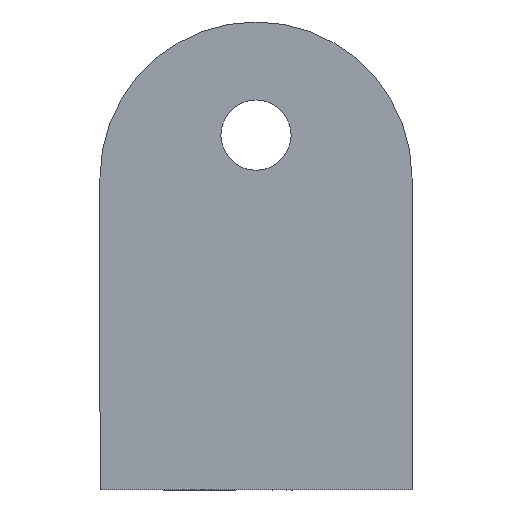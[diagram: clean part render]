
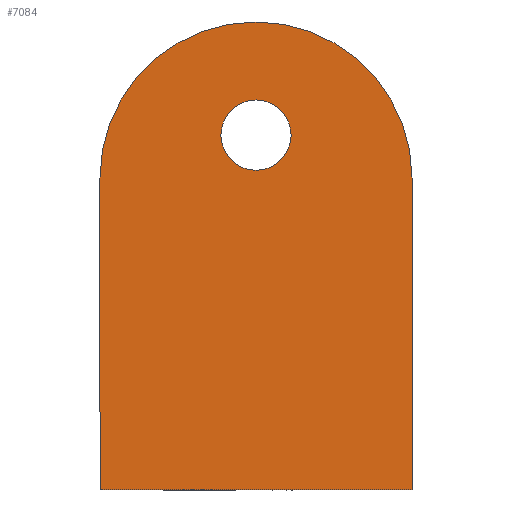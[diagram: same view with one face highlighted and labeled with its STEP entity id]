
A CAD part, left-side view. The second image highlights one B-rep face of the part: STEP entity #7084.
In plain terms, the highlighted planar face has unit normal (-1, 0, 0).
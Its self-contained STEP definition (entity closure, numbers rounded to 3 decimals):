
#141 = LINE ( 'NONE', #9375, #1995 ) ;
#381 = EDGE_CURVE ( 'NONE', #5138, #8883, #1250, .T. ) ;
#463 = EDGE_CURVE ( 'NONE', #6350, #9823, #10210, .T. ) ;
#664 = CARTESIAN_POINT ( 'NONE',  ( -3., 20., 0. ) ) ;
#706 = DIRECTION ( 'NONE',  ( 0., 0., -1. ) ) ;
#1220 = DIRECTION ( 'NONE',  ( 0., -1., 0. ) ) ;
#1250 = CIRCLE ( 'NONE', #5175, 4.5 ) ;
#1284 = CARTESIAN_POINT ( 'NONE',  ( -3., 0., 45.5 ) ) ;
#1800 = CARTESIAN_POINT ( 'NONE',  ( -3., 0., 40. ) ) ;
#1966 = CARTESIAN_POINT ( 'NONE',  ( -3., -20., 40. ) ) ;
#1970 = VERTEX_POINT ( 'NONE', #5739 ) ;
#1995 = VECTOR ( 'NONE', #6920, 1000. ) ;
#2039 = PLANE ( 'NONE',  #10848 ) ;
#2277 = DIRECTION ( 'NONE',  ( 0., 0., 1. ) ) ;
#2516 = EDGE_CURVE ( 'NONE', #8883, #5138, #5986, .T. ) ;
#2537 = DIRECTION ( 'NONE',  ( 0., 0., 1. ) ) ;
#2563 = EDGE_CURVE ( 'NONE', #7553, #2624, #9906, .T. ) ;
#2624 = VERTEX_POINT ( 'NONE', #8769 ) ;
#2937 = VECTOR ( 'NONE', #1220, 1000. ) ;
#2939 = EDGE_CURVE ( 'NONE', #1970, #7553, #141, .T. ) ;
#3144 = DIRECTION ( 'NONE',  ( -1., 0., 0. ) ) ;
#3206 = EDGE_CURVE ( 'NONE', #9823, #1970, #9377, .T. ) ;
#3519 = VECTOR ( 'NONE', #2277, 1000. ) ;
#3580 = ORIENTED_EDGE ( 'NONE', *, *, #2516, .T. ) ;
#3833 = DIRECTION ( 'NONE',  ( 0., 0., -1. ) ) ;
#3958 = ORIENTED_EDGE ( 'NONE', *, *, #381, .T. ) ;
#4035 = CARTESIAN_POINT ( 'NONE',  ( -3., 0., 40. ) ) ;
#4109 = CARTESIAN_POINT ( 'NONE',  ( -3., 0., 60. ) ) ;
#4277 = EDGE_LOOP ( 'NONE', ( #3580, #3958 ) ) ;
#4579 = DIRECTION ( 'NONE',  ( -1., 0., 0. ) ) ;
#4635 = DIRECTION ( 'NONE',  ( 1., 0., 0. ) ) ;
#5138 = VERTEX_POINT ( 'NONE', #7353 ) ;
#5175 = AXIS2_PLACEMENT_3D ( 'NONE', #5884, #9950, #706 ) ;
#5247 = LINE ( 'NONE', #7445, #3519 ) ;
#5322 = AXIS2_PLACEMENT_3D ( 'NONE', #1284, #4635, #3833 ) ;
#5396 = CARTESIAN_POINT ( 'NONE',  ( -3., 0., 41. ) ) ;
#5496 = ORIENTED_EDGE ( 'NONE', *, *, #463, .T. ) ;
#5739 = CARTESIAN_POINT ( 'NONE',  ( -3., 20., 40. ) ) ;
#5884 = CARTESIAN_POINT ( 'NONE',  ( -3., 0., 45.5 ) ) ;
#5929 = EDGE_LOOP ( 'NONE', ( #5496, #6663, #7919, #10260, #7312 ) ) ;
#5986 = CIRCLE ( 'NONE', #5322, 4.5 ) ;
#6350 = VERTEX_POINT ( 'NONE', #1966 ) ;
#6663 = ORIENTED_EDGE ( 'NONE', *, *, #3206, .T. ) ;
#6920 = DIRECTION ( 'NONE',  ( 0., 0., -1. ) ) ;
#7084 = ADVANCED_FACE ( 'NONE', ( #10124, #10547 ), #2039, .T. ) ;
#7312 = ORIENTED_EDGE ( 'NONE', *, *, #7544, .T. ) ;
#7353 = CARTESIAN_POINT ( 'NONE',  ( -3., 0., 50. ) ) ;
#7445 = CARTESIAN_POINT ( 'NONE',  ( -3., -20., 0. ) ) ;
#7544 = EDGE_CURVE ( 'NONE', #2624, #6350, #5247, .T. ) ;
#7553 = VERTEX_POINT ( 'NONE', #664 ) ;
#7627 = AXIS2_PLACEMENT_3D ( 'NONE', #1800, #9431, #2537 ) ;
#7919 = ORIENTED_EDGE ( 'NONE', *, *, #2939, .T. ) ;
#7955 = DIRECTION ( 'NONE',  ( 0., 0., 1. ) ) ;
#8756 = CARTESIAN_POINT ( 'NONE',  ( -3., 0., 40. ) ) ;
#8769 = CARTESIAN_POINT ( 'NONE',  ( -3., -20., 0. ) ) ;
#8883 = VERTEX_POINT ( 'NONE', #5396 ) ;
#9375 = CARTESIAN_POINT ( 'NONE',  ( -3., 20., 40. ) ) ;
#9377 = CIRCLE ( 'NONE', #10023, 20. ) ;
#9431 = DIRECTION ( 'NONE',  ( -1., 0., 0. ) ) ;
#9823 = VERTEX_POINT ( 'NONE', #4109 ) ;
#9906 = LINE ( 'NONE', #10557, #2937 ) ;
#9950 = DIRECTION ( 'NONE',  ( 1., 0., 0. ) ) ;
#9953 = DIRECTION ( 'NONE',  ( 0., 0., 1. ) ) ;
#10023 = AXIS2_PLACEMENT_3D ( 'NONE', #4035, #3144, #9953 ) ;
#10124 = FACE_BOUND ( 'NONE', #4277, .T. ) ;
#10210 = CIRCLE ( 'NONE', #7627, 20. ) ;
#10260 = ORIENTED_EDGE ( 'NONE', *, *, #2563, .T. ) ;
#10547 = FACE_OUTER_BOUND ( 'NONE', #5929, .T. ) ;
#10557 = CARTESIAN_POINT ( 'NONE',  ( -3., 20., 0. ) ) ;
#10848 = AXIS2_PLACEMENT_3D ( 'NONE', #8756, #4579, #7955 ) ;
